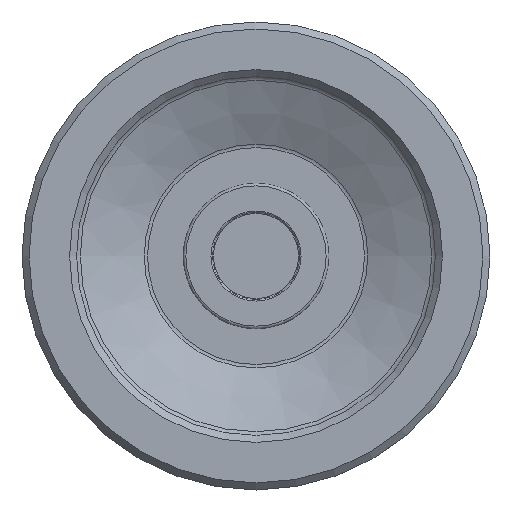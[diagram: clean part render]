
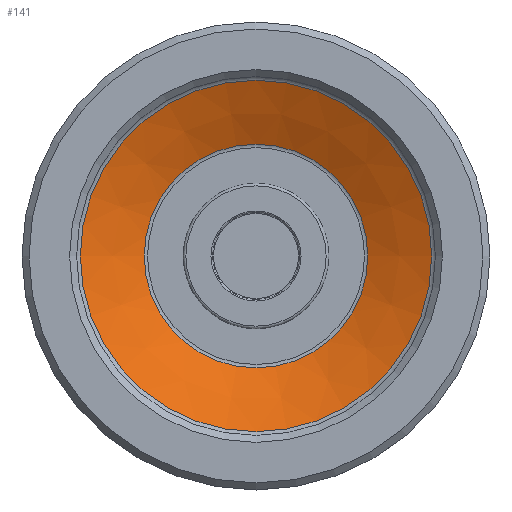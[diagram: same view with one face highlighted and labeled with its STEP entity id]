
A CAD part, top view. The second image highlights one B-rep face of the part: STEP entity #141.
In plain terms, the highlighted conical face has half-angle 64.768 degrees and reference radius 70.65 mm.
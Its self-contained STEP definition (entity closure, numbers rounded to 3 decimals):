
#141 = ADVANCED_FACE( '', ( #308, #309 ), #310, .F. );
#308 = FACE_OUTER_BOUND( '', #1429, .T. );
#309 = FACE_BOUND( '', #1430, .T. );
#310 = CONICAL_SURFACE( '', #1431, 70.65, 1.13 );
#1429 = EDGE_LOOP( '', ( #2142 ) );
#1430 = EDGE_LOOP( '', ( #2143 ) );
#1431 = AXIS2_PLACEMENT_3D( '', #2144, #2145, #2146 );
#2142 = ORIENTED_EDGE( '', *, *, #2211, .T. );
#2143 = ORIENTED_EDGE( '', *, *, #2204, .T. );
#2144 = CARTESIAN_POINT( '', ( 0., 0., 31.9 ) );
#2145 = DIRECTION( '', ( 0., 0., 1. ) );
#2146 = DIRECTION( '', ( 1., 0., 0. ) );
#2204 = EDGE_CURVE( '', #2317, #2317, #2318, .F. );
#2211 = EDGE_CURVE( '', #2329, #2329, #2330, .T. );
#2317 = VERTEX_POINT( '', #2575 );
#2318 = CIRCLE( '', #2576, 71.662 );
#2329 = VERTEX_POINT( '', #2587 );
#2330 = CIRCLE( '', #2588, 112.638 );
#2575 = CARTESIAN_POINT( '', ( 71.662, 0., 32.377 ) );
#2576 = AXIS2_PLACEMENT_3D( '', #3282, #3283, #3284 );
#2587 = CARTESIAN_POINT( '', ( 112.638, 0., 51.687 ) );
#2588 = AXIS2_PLACEMENT_3D( '', #3297, #3298, #3299 );
#3282 = CARTESIAN_POINT( '', ( 0., 0., 32.377 ) );
#3283 = DIRECTION( '', ( 0., 0., 1. ) );
#3284 = DIRECTION( '', ( 1., 0., 0. ) );
#3297 = CARTESIAN_POINT( '', ( 0., 0., 51.687 ) );
#3298 = DIRECTION( '', ( 0., 0., 1. ) );
#3299 = DIRECTION( '', ( 1., 0., 0. ) );
